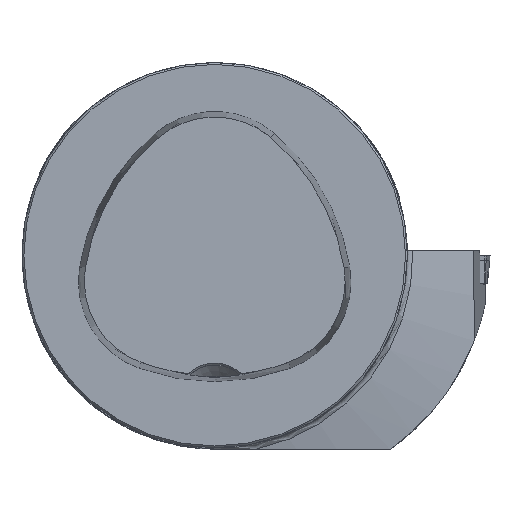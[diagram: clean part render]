
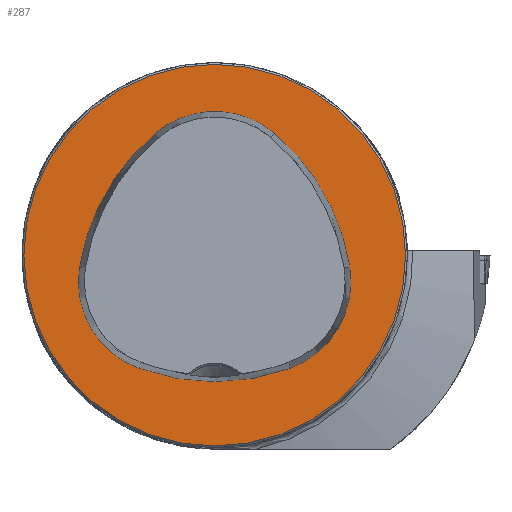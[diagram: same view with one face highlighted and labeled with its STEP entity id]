
A CAD part, top view. The second image highlights one B-rep face of the part: STEP entity #287.
In plain terms, the highlighted planar face has unit normal (0, 0, 1).
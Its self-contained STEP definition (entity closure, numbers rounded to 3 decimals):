
#122=FACE_BOUND('',#621,.T.);
#123=FACE_BOUND('',#622,.T.);
#223=CIRCLE('',#2610,36.075);
#225=CIRCLE('',#2613,36.075);
#226=CIRCLE('',#2614,15.075);
#227=CIRCLE('',#2615,15.075);
#228=CIRCLE('',#2616,36.075);
#229=CIRCLE('',#2617,15.075);
#230=CIRCLE('',#2618,31.2);
#287=ADVANCED_FACE('CU_FL_N1_SU_1',(#122,#123),#418,.T.);
#418=PLANE('',#2619);
#621=EDGE_LOOP('',(#1053,#1054,#1055,#1056,#1057,#1058));
#622=EDGE_LOOP('',(#1059));
#1053=ORIENTED_EDGE('',*,*,#1968,.F.);
#1054=ORIENTED_EDGE('',*,*,#1969,.F.);
#1055=ORIENTED_EDGE('',*,*,#1961,.F.);
#1056=ORIENTED_EDGE('',*,*,#1970,.F.);
#1057=ORIENTED_EDGE('',*,*,#1971,.F.);
#1058=ORIENTED_EDGE('',*,*,#1972,.F.);
#1059=ORIENTED_EDGE('',*,*,#1973,.T.);
#1713=VERTEX_POINT('',#4078);
#1714=VERTEX_POINT('',#4080);
#1720=VERTEX_POINT('',#4112);
#1721=VERTEX_POINT('',#4113);
#1722=VERTEX_POINT('',#4116);
#1723=VERTEX_POINT('',#4118);
#1724=VERTEX_POINT('',#4121);
#1961=EDGE_CURVE('',#1713,#1714,#223,.T.);
#1968=EDGE_CURVE('',#1720,#1721,#225,.T.);
#1969=EDGE_CURVE('',#1714,#1720,#226,.T.);
#1970=EDGE_CURVE('',#1722,#1713,#227,.T.);
#1971=EDGE_CURVE('',#1723,#1722,#228,.T.);
#1972=EDGE_CURVE('',#1721,#1723,#229,.T.);
#1973=EDGE_CURVE('',#1724,#1724,#230,.T.);
#2610=AXIS2_PLACEMENT_3D('',#4079,#2957,#2958);
#2613=AXIS2_PLACEMENT_3D('',#4111,#2964,#2965);
#2614=AXIS2_PLACEMENT_3D('',#4114,#2966,#2967);
#2615=AXIS2_PLACEMENT_3D('',#4115,#2968,#2969);
#2616=AXIS2_PLACEMENT_3D('',#4117,#2970,#2971);
#2617=AXIS2_PLACEMENT_3D('',#4119,#2972,#2973);
#2618=AXIS2_PLACEMENT_3D('',#4120,#2974,#2975);
#2619=AXIS2_PLACEMENT_3D('',#4122,#2976,#2977);
#2957=DIRECTION('',(0.,0.,1.));
#2958=DIRECTION('',(-1.,0.,0.));
#2964=DIRECTION('',(0.,0.,1.));
#2965=DIRECTION('',(-1.,0.,0.));
#2966=DIRECTION('',(0.,0.,1.));
#2967=DIRECTION('',(-1.,0.,0.));
#2968=DIRECTION('',(0.,0.,1.));
#2969=DIRECTION('',(-1.,0.,0.));
#2970=DIRECTION('',(0.,0.,1.));
#2971=DIRECTION('',(-1.,0.,0.));
#2972=DIRECTION('',(0.,0.,1.));
#2973=DIRECTION('',(-1.,0.,0.));
#2974=DIRECTION('',(0.,0.,1.));
#2975=DIRECTION('',(-1.,0.,0.));
#2976=DIRECTION('',(0.,0.,1.));
#2977=DIRECTION('',(-1.,0.,0.));
#4078=CARTESIAN_POINT('',(-12.368,-18.489,0.));
#4079=CARTESIAN_POINT('',(0.,15.4,0.));
#4080=CARTESIAN_POINT('',(12.368,-18.489,0.));
#4111=CARTESIAN_POINT('',(-13.535,-7.656,0.));
#4112=CARTESIAN_POINT('',(22.084,-1.937,0.));
#4113=CARTESIAN_POINT('',(9.716,19.927,0.));
#4114=CARTESIAN_POINT('',(7.2,-4.327,0.));
#4115=CARTESIAN_POINT('',(-7.2,-4.327,0.));
#4116=CARTESIAN_POINT('',(-22.084,-1.937,0.));
#4117=CARTESIAN_POINT('',(13.535,-7.656,0.));
#4118=CARTESIAN_POINT('',(-9.716,19.927,0.));
#4119=CARTESIAN_POINT('',(0.,8.4,0.));
#4120=CARTESIAN_POINT('',(0.,0.,0.));
#4121=CARTESIAN_POINT('',(-31.2,0.,0.));
#4122=CARTESIAN_POINT('',(0.,0.,0.));
